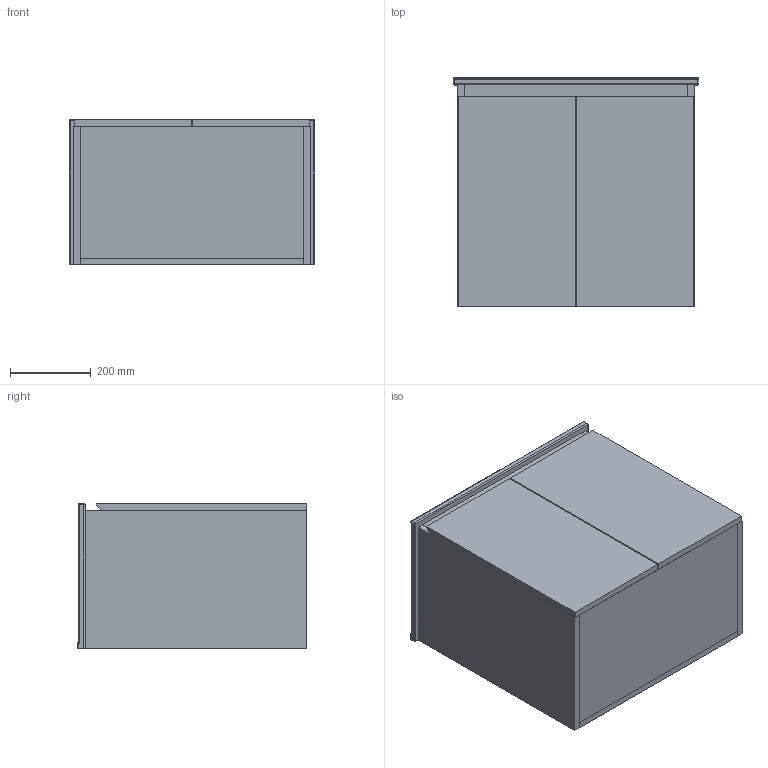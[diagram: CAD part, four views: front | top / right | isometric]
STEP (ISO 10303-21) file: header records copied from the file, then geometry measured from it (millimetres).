
FILE_DESCRIPTION (( 'STEP AP214' ), '1' );
FILE_NAME ('Ensuite Ceramic 600 WH ASSEM.STEP', '2019-03-06T04:23:22', ( '' ), ( '' ), 'SwSTEP 2.0', 'SolidWorks 2015', '' );
FILE_SCHEMA (( 'AUTOMOTIVE_DESIGN' ));
Length unit declared in the file: millimetre
Products named in the file (5): Ensuite Ceramic  600 WH ASSEM; 600 Run top ASSEM; Ensuite Ceramic  600 WH; 600 Run top; OVERFLOW COVER
Assembly tree (4 placements, depth 3):
  Ensuite Ceramic  600 WH ASSEM
    Ensuite Ceramic  600 WH
    600 Run top ASSEM
      600 Run top
      OVERFLOW COVER
Bounding box: 610 x 569 x 360 mm (x, y, z)
Volume: 24339312.3 mm3; surface area: 3260512.6 mm2
Topology: 9 solids, 9 shells, 142 faces, 313 edges, 183 vertices
Faces by surface type: plane 88, cylinder 30, sphere 10, torus 8, bspline 6
Entity records: 4427 total; most frequent: CARTESIAN_POINT 950, DIRECTION 663, ORIENTED_EDGE 606, EDGE_CURVE 303, AXIS2_PLACEMENT_3D 228, LINE 207, VECTOR 207, VERTEX_POINT 183
